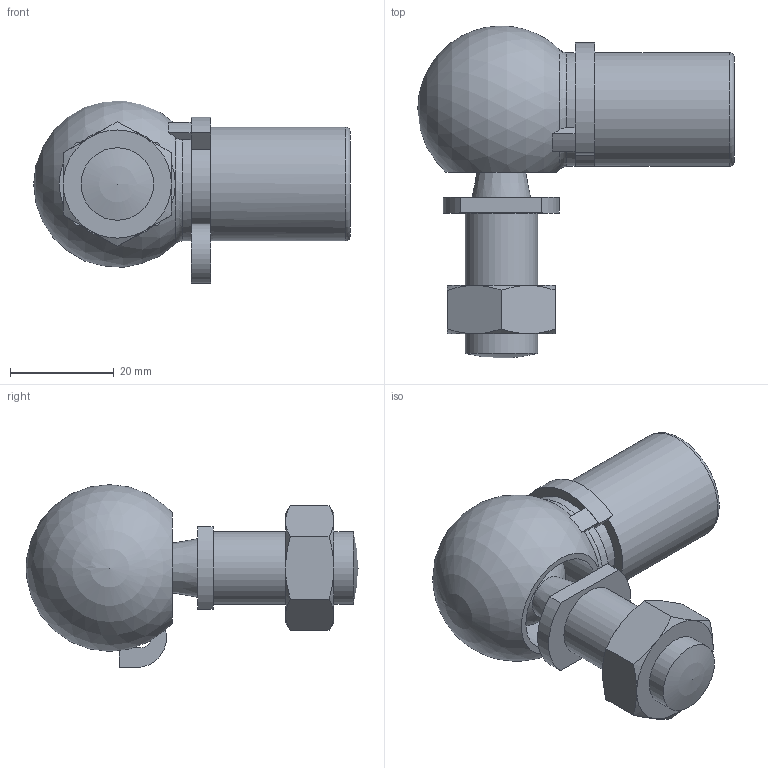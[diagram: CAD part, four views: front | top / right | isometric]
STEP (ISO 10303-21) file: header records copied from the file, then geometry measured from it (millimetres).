
FILE_DESCRIPTION( ( 'STEP AP214' ), '1' );
FILE_NAME( 'K0734.19141_0_CS.stp', '2020-12-09T14:51:05', ( '' ), ( '' ), ' ', 'PARTsolutions', ' ' );
FILE_SCHEMA( ( 'AUTOMOTIVE_DESIGN { 1 0 10303 214 1 1 1 1 }' ) );
Length unit declared in the file: millimetre
Products named in the file (1): _K0734.19141_0_CS
Bounding box: 61.15 x 64.14 x 35.31 mm (x, y, z)
Volume: 32020.9 mm3; surface area: 10969.6 mm2
Topology: 1 solids, 2 shells, 63 faces, 154 edges, 98 vertices
Faces by surface type: plane 28, cone 15, cylinder 14, sphere 4, torus 2
Full cylindrical faces by diameter (mm): 12.376 x1, 14 x2, 19 x1, 22 x1
Entity records: 2347 total; most frequent: CARTESIAN_POINT 441, DIRECTION 293, ORIENTED_EDGE 264, EDGE_CURVE 132, AXIS2_PLACEMENT_3D 123, VERTEX_POINT 93, EDGE_LOOP 81, FACE_OUTER_BOUND 70
